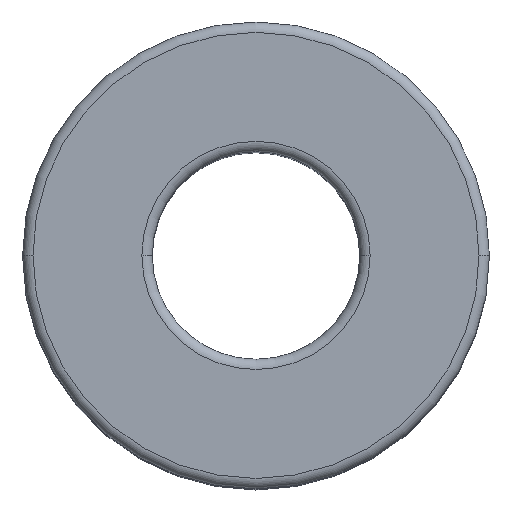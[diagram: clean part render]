
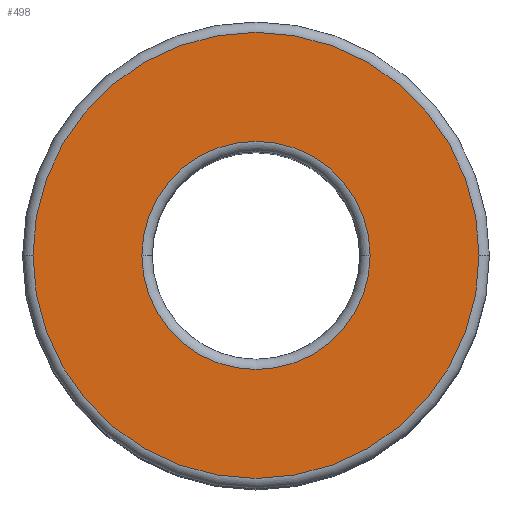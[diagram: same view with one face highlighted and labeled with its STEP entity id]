
A CAD part, top view. The second image highlights one B-rep face of the part: STEP entity #498.
In plain terms, the highlighted planar face has unit normal (0, 0, 1).
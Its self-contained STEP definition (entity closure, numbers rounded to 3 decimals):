
#76 = ORIENTED_EDGE ( 'NONE', *, *, #724, .T. ) ;
#86 = EDGE_CURVE ( 'NONE', #688, #926, #597, .T. ) ;
#101 = FACE_BOUND ( 'NONE', #785, .T. ) ;
#128 = PLANE ( 'NONE',  #816 ) ;
#136 = CIRCLE ( 'NONE', #148, 2.2 ) ;
#148 = AXIS2_PLACEMENT_3D ( 'NONE', #245, #699, #707 ) ;
#245 = CARTESIAN_POINT ( 'NONE',  ( 0., 0., 6.5 ) ) ;
#264 = AXIS2_PLACEMENT_3D ( 'NONE', #310, #494, #661 ) ;
#310 = CARTESIAN_POINT ( 'NONE',  ( 0., 0., 6.5 ) ) ;
#338 = ORIENTED_EDGE ( 'NONE', *, *, #86, .T. ) ;
#352 = EDGE_LOOP ( 'NONE', ( #338, #950 ) ) ;
#358 = FACE_OUTER_BOUND ( 'NONE', #352, .T. ) ;
#423 = CARTESIAN_POINT ( 'NONE',  ( 2.2, 0., 6.5 ) ) ;
#425 = DIRECTION ( 'NONE',  ( 0., 0., -1. ) ) ;
#429 = DIRECTION ( 'NONE',  ( 0., 0., 1. ) ) ;
#447 = CARTESIAN_POINT ( 'NONE',  ( 0., 0., 6.5 ) ) ;
#483 = DIRECTION ( 'NONE',  ( -1., 0., 0. ) ) ;
#494 = DIRECTION ( 'NONE',  ( 0., 0., 1. ) ) ;
#498 = ADVANCED_FACE ( 'NONE', ( #358, #101 ), #128, .F. ) ;
#597 = CIRCLE ( 'NONE', #264, 4.3 ) ;
#620 = DIRECTION ( 'NONE',  ( -1., 0., 0. ) ) ;
#661 = DIRECTION ( 'NONE',  ( -1., 0., 0. ) ) ;
#688 = VERTEX_POINT ( 'NONE', #777 ) ;
#699 = DIRECTION ( 'NONE',  ( 0., 0., -1. ) ) ;
#707 = DIRECTION ( 'NONE',  ( -1., 0., 0. ) ) ;
#709 = CARTESIAN_POINT ( 'NONE',  ( 4.3, 0., 6.5 ) ) ;
#724 = EDGE_CURVE ( 'NONE', #849, #756, #981, .T. ) ;
#731 = ORIENTED_EDGE ( 'NONE', *, *, #1145, .T. ) ;
#756 = VERTEX_POINT ( 'NONE', #423 ) ;
#777 = CARTESIAN_POINT ( 'NONE',  ( -4.3, 0., 6.5 ) ) ;
#782 = CARTESIAN_POINT ( 'NONE',  ( 0., 0., 6.5 ) ) ;
#785 = EDGE_LOOP ( 'NONE', ( #76, #731 ) ) ;
#816 = AXIS2_PLACEMENT_3D ( 'NONE', #1011, #1018, #483 ) ;
#849 = VERTEX_POINT ( 'NONE', #1051 ) ;
#926 = VERTEX_POINT ( 'NONE', #709 ) ;
#935 = EDGE_CURVE ( 'NONE', #926, #688, #1130, .T. ) ;
#950 = ORIENTED_EDGE ( 'NONE', *, *, #935, .T. ) ;
#981 = CIRCLE ( 'NONE', #1146, 2.2 ) ;
#988 = AXIS2_PLACEMENT_3D ( 'NONE', #447, #429, #620 ) ;
#1011 = CARTESIAN_POINT ( 'NONE',  ( -4.5, 0., 6.5 ) ) ;
#1018 = DIRECTION ( 'NONE',  ( 0., 0., -1. ) ) ;
#1050 = DIRECTION ( 'NONE',  ( -1., 0., 0. ) ) ;
#1051 = CARTESIAN_POINT ( 'NONE',  ( -2.2, 0., 6.5 ) ) ;
#1130 = CIRCLE ( 'NONE', #988, 4.3 ) ;
#1145 = EDGE_CURVE ( 'NONE', #756, #849, #136, .T. ) ;
#1146 = AXIS2_PLACEMENT_3D ( 'NONE', #782, #425, #1050 ) ;
